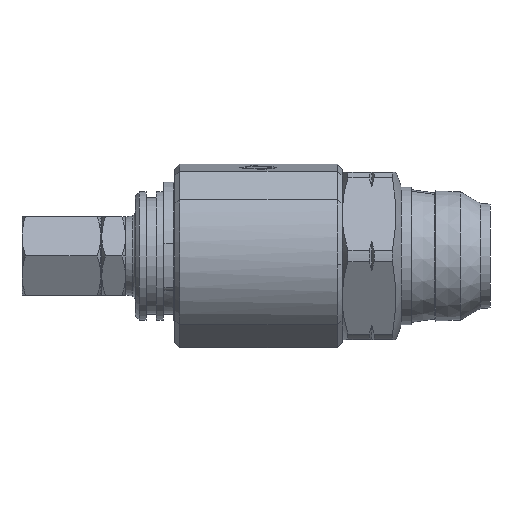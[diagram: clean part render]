
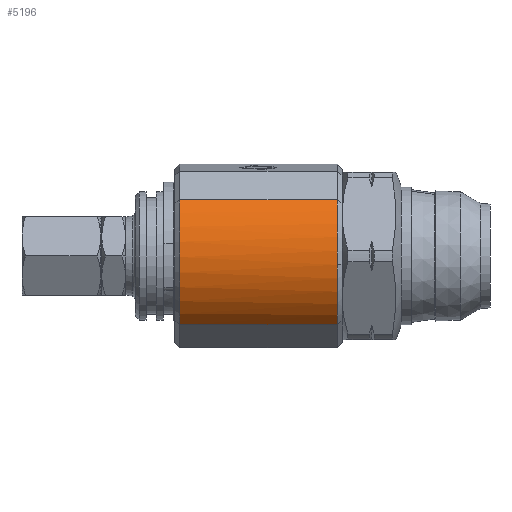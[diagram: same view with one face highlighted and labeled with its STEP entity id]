
A CAD part, left-side view. The second image highlights one B-rep face of the part: STEP entity #5196.
In plain terms, the highlighted cylindrical face has radius 9 mm (diameter 18 mm), a partial arc.
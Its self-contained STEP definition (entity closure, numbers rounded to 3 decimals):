
#59 = EDGE_CURVE ( 'NONE', #2950, #2192, #2287, .T. ) ;
#61 = EDGE_CURVE ( 'NONE', #2195, #2942, #2291, .T. ) ;
#62 = EDGE_CURVE ( 'NONE', #2949, #2942, #2293, .T. ) ;
#63 = EDGE_CURVE ( 'NONE', #2949, #2950, #2289, .T. ) ;
#1166 = DIRECTION ( 'NONE',  ( 0., -1., 0. ) ) ;
#1167 = DIRECTION ( 'NONE',  ( 0.995, 0., 0.099 ) ) ;
#1170 = CARTESIAN_POINT ( 'NONE',  ( 0., 33., 0. ) ) ;
#1620 = EDGE_LOOP ( 'NONE', ( #2815, #2816, #2817, #2818, #2819 ) ) ;
#2192 = VERTEX_POINT ( 'NONE', #4462 ) ;
#2195 = VERTEX_POINT ( 'NONE', #4465 ) ;
#2287 = LINE ( 'NONE', #5903, #2290 ) ;
#2289 = CIRCLE ( 'NONE', #4187, 9. ) ;
#2290 = VECTOR ( 'NONE', #5905, 1000. ) ;
#2291 = CIRCLE ( 'NONE', #4186, 9. ) ;
#2293 = LINE ( 'NONE', #5904, #2295 ) ;
#2295 = VECTOR ( 'NONE', #5898, 1000. ) ;
#2410 = CIRCLE ( 'NONE', #4229, 9. ) ;
#2815 = ORIENTED_EDGE ( 'NONE', *, *, #59, .T. ) ;
#2816 = ORIENTED_EDGE ( 'NONE', *, *, #3050, .T. ) ;
#2817 = ORIENTED_EDGE ( 'NONE', *, *, #61, .T. ) ;
#2818 = ORIENTED_EDGE ( 'NONE', *, *, #62, .F. ) ;
#2819 = ORIENTED_EDGE ( 'NONE', *, *, #63, .T. ) ;
#2942 = VERTEX_POINT ( 'NONE', #4514 ) ;
#2949 = VERTEX_POINT ( 'NONE', #4521 ) ;
#2950 = VERTEX_POINT ( 'NONE', #4522 ) ;
#3050 = EDGE_CURVE ( 'NONE', #2192, #2195, #2410, .T. ) ;
#3835 = FACE_OUTER_BOUND ( 'NONE', #1620, .T. ) ;
#3838 = CYLINDRICAL_SURFACE ( 'NONE', #5699, 9. ) ;
#4186 = AXIS2_PLACEMENT_3D ( 'NONE', #5908, #5909, #5910 ) ;
#4187 = AXIS2_PLACEMENT_3D ( 'NONE', #5914, #5915, #5916 ) ;
#4229 = AXIS2_PLACEMENT_3D ( 'NONE', #4797, #4799, #4801 ) ;
#4462 = CARTESIAN_POINT ( 'NONE',  ( -5.7, 15.5, -6.965 ) ) ;
#4465 = CARTESIAN_POINT ( 'NONE',  ( -8.955, 15.5, -0.894 ) ) ;
#4514 = CARTESIAN_POINT ( 'NONE',  ( -6.965, 15.5, 5.7 ) ) ;
#4521 = CARTESIAN_POINT ( 'NONE',  ( -6.965, 31.5, 5.7 ) ) ;
#4522 = CARTESIAN_POINT ( 'NONE',  ( -5.7, 31.5, -6.965 ) ) ;
#4797 = CARTESIAN_POINT ( 'NONE',  ( 0., 15.5, 0. ) ) ;
#4799 = DIRECTION ( 'NONE',  ( 0., 1., 0. ) ) ;
#4801 = DIRECTION ( 'NONE',  ( -0.995, 0., -0.099 ) ) ;
#5196 = ADVANCED_FACE ( 'NONE', ( #3835 ), #3838, .T. ) ;
#5699 = AXIS2_PLACEMENT_3D ( 'NONE', #1170, #1166, #1167 ) ;
#5898 = DIRECTION ( 'NONE',  ( 0., -1., 0. ) ) ;
#5903 = CARTESIAN_POINT ( 'NONE',  ( -5.7, 33., -6.965 ) ) ;
#5904 = CARTESIAN_POINT ( 'NONE',  ( -6.965, 33., 5.7 ) ) ;
#5905 = DIRECTION ( 'NONE',  ( 0., -1., 0. ) ) ;
#5908 = CARTESIAN_POINT ( 'NONE',  ( 0., 15.5, 0. ) ) ;
#5909 = DIRECTION ( 'NONE',  ( 0., 1., 0. ) ) ;
#5910 = DIRECTION ( 'NONE',  ( -0.995, 0., -0.099 ) ) ;
#5914 = CARTESIAN_POINT ( 'NONE',  ( 0., 31.5, 0. ) ) ;
#5915 = DIRECTION ( 'NONE',  ( 0., -1., 0. ) ) ;
#5916 = DIRECTION ( 'NONE',  ( 0.995, 0., 0.099 ) ) ;
